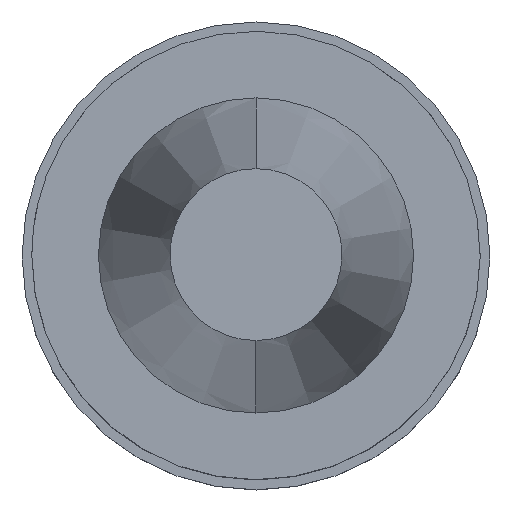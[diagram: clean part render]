
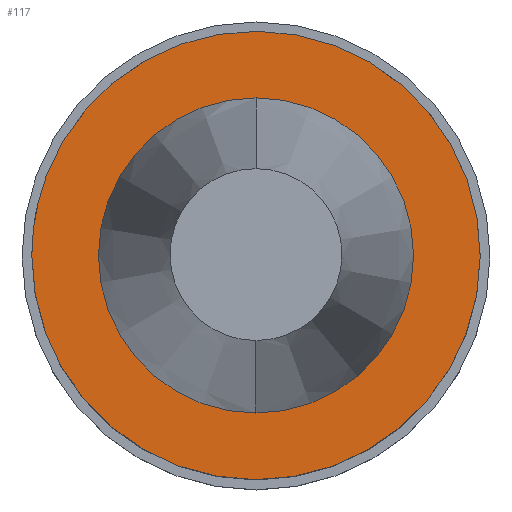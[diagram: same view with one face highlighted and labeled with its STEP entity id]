
A CAD part, top view. The second image highlights one B-rep face of the part: STEP entity #117.
In plain terms, the highlighted planar face has unit normal (0, 0, 1).
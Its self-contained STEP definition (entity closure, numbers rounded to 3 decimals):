
#117=ADVANCED_FACE('',(#158,#159),#149,.F.);
#149=PLANE('',#497);
#158=FACE_BOUND('',#190,.T.);
#159=FACE_BOUND('',#191,.T.);
#190=EDGE_LOOP('',(#238));
#191=EDGE_LOOP('',(#239,#240));
#238=ORIENTED_EDGE('',*,*,#383,.T.);
#239=ORIENTED_EDGE('',*,*,#384,.T.);
#240=ORIENTED_EDGE('',*,*,#385,.T.);
#344=VERTEX_POINT('',#720);
#345=VERTEX_POINT('',#722);
#346=VERTEX_POINT('',#723);
#383=EDGE_CURVE('',#344,#344,#436,.T.);
#384=EDGE_CURVE('',#345,#346,#437,.T.);
#385=EDGE_CURVE('',#346,#345,#438,.T.);
#436=CIRCLE('',#494,23.);
#437=CIRCLE('',#495,16.167);
#438=CIRCLE('',#496,16.167);
#494=AXIS2_PLACEMENT_3D('',#719,#567,#568);
#495=AXIS2_PLACEMENT_3D('',#721,#569,#570);
#496=AXIS2_PLACEMENT_3D('',#724,#571,#572);
#497=AXIS2_PLACEMENT_3D('',#725,#573,#574);
#567=DIRECTION('',(0.,0.,1.));
#568=DIRECTION('',(-1.,0.,0.));
#569=DIRECTION('',(0.,0.,-1.));
#570=DIRECTION('',(-1.,0.,0.));
#571=DIRECTION('',(0.,0.,-1.));
#572=DIRECTION('',(-1.,0.,0.));
#573=DIRECTION('',(0.,0.,-1.));
#574=DIRECTION('',(0.,1.,0.));
#719=CARTESIAN_POINT('',(0.,0.,-2.));
#720=CARTESIAN_POINT('',(-23.,0.,-2.));
#721=CARTESIAN_POINT('',(0.,0.,-2.));
#722=CARTESIAN_POINT('',(0.,16.167,-2.));
#723=CARTESIAN_POINT('',(0.,-16.167,-2.));
#724=CARTESIAN_POINT('',(0.,0.,-2.));
#725=CARTESIAN_POINT('',(0.,0.,-2.));
